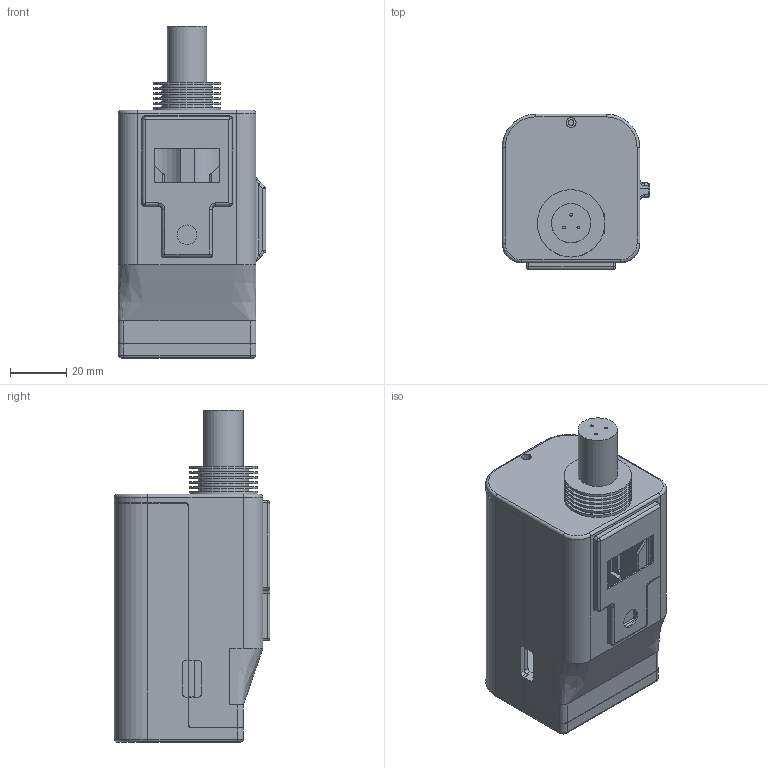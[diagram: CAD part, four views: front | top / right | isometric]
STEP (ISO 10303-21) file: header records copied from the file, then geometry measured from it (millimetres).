
FILE_DESCRIPTION(/* description */ (''),/* implementation_level */ '2;1');
FILE_NAME(/* name */ 'GnomeC3-V1 v23.step',/* time_stamp */ '2024-10-22T14:20:12-03:00',/* author */ (''),/* organization */ (''),/* preprocessor_version */ 'ST-DEVELOPER v20',/* originating_system */ 'Autodesk Translation Framework v13.20.0.188',/* authorisation */ '');
FILE_SCHEMA (('AUTOMOTIVE_DESIGN { 1 0 10303 214 3 1 1 }'));
Length unit declared in the file: millimetre
Products named in the file (4): GnomeC3-V1; Base; Tampa; Heating capsule
Assembly tree (3 placements, depth 2):
  GnomeC3-V1
    Base
    Tampa
    Heating capsule
Bounding box: 52.5 x 55.42 x 118.2 mm (x, y, z)
Volume: 67965.6 mm3; surface area: 52620.3 mm2
Topology: 8 solids, 8 shells, 408 faces, 1072 edges, 686 vertices
Faces by surface type: plane 229, cylinder 145, bspline 18, torus 8, sphere 4, cone 4
Full cylindrical faces by diameter (mm): 1 x3, 2 x5, 3.5 x1, 7 x1, 7.035 x2, 8.147 x1, 10.5 x1, 12 x1, 14 x1, 18 x5, 22 x1, 24 x6
Entity records: 13985 total; most frequent: CARTESIAN_POINT 3591, ORIENTED_EDGE 2132, DIRECTION 2124, EDGE_CURVE 1066, LINE 742, VECTOR 742, AXIS2_PLACEMENT_3D 691, VERTEX_POINT 686
